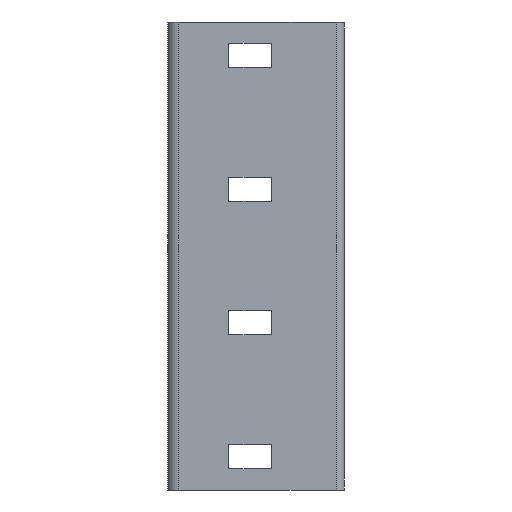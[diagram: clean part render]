
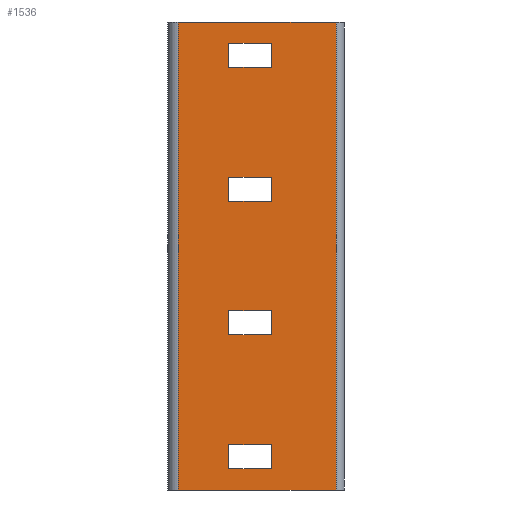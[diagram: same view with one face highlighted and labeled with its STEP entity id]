
A CAD part, left-side view. The second image highlights one B-rep face of the part: STEP entity #1536.
In plain terms, the highlighted planar face has unit normal (-1, 0, 0).
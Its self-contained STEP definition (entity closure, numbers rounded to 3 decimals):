
#109=DIRECTION('',(0.,0.,1.));
#110=VECTOR('',#109,175.);
#111=CARTESIAN_POINT('',(0.,3.,-175.));
#112=LINE('',#111,#110);
#267=DIRECTION('',(0.,0.,-1.));
#268=VECTOR('',#267,175.);
#269=CARTESIAN_POINT('',(0.,62.,0.));
#270=LINE('',#269,#268);
#421=DIRECTION('',(0.,1.,0.));
#422=VECTOR('',#421,59.);
#423=CARTESIAN_POINT('',(0.,3.,0.));
#424=LINE('',#423,#422);
#425=DIRECTION('',(0.,1.,0.));
#426=VECTOR('',#425,59.);
#427=CARTESIAN_POINT('',(0.,3.,-175.));
#428=LINE('',#427,#426);
#437=DIRECTION('',(0.,0.,1.));
#438=VECTOR('',#437,9.);
#439=CARTESIAN_POINT('',(0.,43.2,-67.));
#440=LINE('',#439,#438);
#445=DIRECTION('',(0.,-1.,0.));
#446=VECTOR('',#445,16.);
#447=CARTESIAN_POINT('',(0.,43.2,-58.));
#448=LINE('',#447,#446);
#453=DIRECTION('',(0.,0.,-1.));
#454=VECTOR('',#453,9.);
#455=CARTESIAN_POINT('',(0.,27.2,-58.));
#456=LINE('',#455,#454);
#461=DIRECTION('',(0.,1.,0.));
#462=VECTOR('',#461,16.);
#463=CARTESIAN_POINT('',(0.,27.2,-67.));
#464=LINE('',#463,#462);
#469=DIRECTION('',(0.,0.,1.));
#470=VECTOR('',#469,9.);
#471=CARTESIAN_POINT('',(0.,43.2,-117.));
#472=LINE('',#471,#470);
#477=DIRECTION('',(0.,-1.,0.));
#478=VECTOR('',#477,16.);
#479=CARTESIAN_POINT('',(0.,43.2,-108.));
#480=LINE('',#479,#478);
#485=DIRECTION('',(0.,0.,-1.));
#486=VECTOR('',#485,9.);
#487=CARTESIAN_POINT('',(0.,27.2,-108.));
#488=LINE('',#487,#486);
#493=DIRECTION('',(0.,1.,0.));
#494=VECTOR('',#493,16.);
#495=CARTESIAN_POINT('',(0.,27.2,-117.));
#496=LINE('',#495,#494);
#501=DIRECTION('',(0.,0.,1.));
#502=VECTOR('',#501,9.);
#503=CARTESIAN_POINT('',(0.,43.2,-167.));
#504=LINE('',#503,#502);
#509=DIRECTION('',(0.,-1.,0.));
#510=VECTOR('',#509,16.);
#511=CARTESIAN_POINT('',(0.,43.2,-158.));
#512=LINE('',#511,#510);
#517=DIRECTION('',(0.,0.,-1.));
#518=VECTOR('',#517,9.);
#519=CARTESIAN_POINT('',(0.,27.2,-158.));
#520=LINE('',#519,#518);
#525=DIRECTION('',(0.,1.,0.));
#526=VECTOR('',#525,16.);
#527=CARTESIAN_POINT('',(0.,27.2,-167.));
#528=LINE('',#527,#526);
#533=DIRECTION('',(0.,0.,1.));
#534=VECTOR('',#533,9.);
#535=CARTESIAN_POINT('',(0.,43.2,-17.));
#536=LINE('',#535,#534);
#541=DIRECTION('',(0.,-1.,0.));
#542=VECTOR('',#541,16.);
#543=CARTESIAN_POINT('',(0.,43.2,-8.));
#544=LINE('',#543,#542);
#549=DIRECTION('',(0.,0.,-1.));
#550=VECTOR('',#549,9.);
#551=CARTESIAN_POINT('',(0.,27.2,-8.));
#552=LINE('',#551,#550);
#557=DIRECTION('',(0.,1.,0.));
#558=VECTOR('',#557,16.);
#559=CARTESIAN_POINT('',(0.,27.2,-17.));
#560=LINE('',#559,#558);
#743=CARTESIAN_POINT('',(0.,3.,0.));
#744=VERTEX_POINT('',#743);
#747=CARTESIAN_POINT('',(0.,3.,-175.));
#748=VERTEX_POINT('',#747);
#825=CARTESIAN_POINT('',(0.,43.2,-17.));
#826=CARTESIAN_POINT('',(0.,43.2,-8.));
#827=VERTEX_POINT('',#825);
#828=VERTEX_POINT('',#826);
#829=CARTESIAN_POINT('',(0.,62.,0.));
#830=CARTESIAN_POINT('',(0.,62.,-175.));
#831=VERTEX_POINT('',#829);
#832=VERTEX_POINT('',#830);
#833=CARTESIAN_POINT('',(0.,43.2,-67.));
#834=CARTESIAN_POINT('',(0.,43.2,-58.));
#835=VERTEX_POINT('',#833);
#836=VERTEX_POINT('',#834);
#837=CARTESIAN_POINT('',(0.,27.2,-67.));
#838=VERTEX_POINT('',#837);
#839=CARTESIAN_POINT('',(0.,27.2,-58.));
#840=VERTEX_POINT('',#839);
#841=CARTESIAN_POINT('',(0.,43.2,-117.));
#842=CARTESIAN_POINT('',(0.,43.2,-108.));
#843=VERTEX_POINT('',#841);
#844=VERTEX_POINT('',#842);
#845=CARTESIAN_POINT('',(0.,27.2,-117.));
#846=VERTEX_POINT('',#845);
#847=CARTESIAN_POINT('',(0.,27.2,-108.));
#848=VERTEX_POINT('',#847);
#849=CARTESIAN_POINT('',(0.,43.2,-167.));
#850=CARTESIAN_POINT('',(0.,43.2,-158.));
#851=VERTEX_POINT('',#849);
#852=VERTEX_POINT('',#850);
#853=CARTESIAN_POINT('',(0.,27.2,-167.));
#854=VERTEX_POINT('',#853);
#855=CARTESIAN_POINT('',(0.,27.2,-158.));
#856=VERTEX_POINT('',#855);
#857=CARTESIAN_POINT('',(0.,27.2,-17.));
#858=VERTEX_POINT('',#857);
#859=CARTESIAN_POINT('',(0.,27.2,-8.));
#860=VERTEX_POINT('',#859);
#1484=CARTESIAN_POINT('',(0.,66.,0.));
#1485=DIRECTION('',(-1.,0.,0.));
#1486=DIRECTION('',(0.,-1.,0.));
#1487=AXIS2_PLACEMENT_3D('',#1484,#1485,#1486);
#1488=PLANE('',#1487);
#1489=ORIENTED_EDGE('',*,*,#1238,.F.);
#1490=ORIENTED_EDGE('',*,*,#1479,.F.);
#1491=ORIENTED_EDGE('',*,*,#1014,.F.);
#1493=ORIENTED_EDGE('',*,*,#1492,.T.);
#1494=EDGE_LOOP('',(#1489,#1490,#1491,#1493));
#1495=FACE_OUTER_BOUND('',#1494,.F.);
#1497=ORIENTED_EDGE('',*,*,#1496,.F.);
#1499=ORIENTED_EDGE('',*,*,#1498,.F.);
#1501=ORIENTED_EDGE('',*,*,#1500,.F.);
#1503=ORIENTED_EDGE('',*,*,#1502,.F.);
#1504=EDGE_LOOP('',(#1497,#1499,#1501,#1503));
#1505=FACE_BOUND('',#1504,.F.);
#1507=ORIENTED_EDGE('',*,*,#1506,.F.);
#1509=ORIENTED_EDGE('',*,*,#1508,.F.);
#1511=ORIENTED_EDGE('',*,*,#1510,.F.);
#1513=ORIENTED_EDGE('',*,*,#1512,.F.);
#1514=EDGE_LOOP('',(#1507,#1509,#1511,#1513));
#1515=FACE_BOUND('',#1514,.F.);
#1517=ORIENTED_EDGE('',*,*,#1516,.F.);
#1519=ORIENTED_EDGE('',*,*,#1518,.F.);
#1521=ORIENTED_EDGE('',*,*,#1520,.F.);
#1523=ORIENTED_EDGE('',*,*,#1522,.F.);
#1524=EDGE_LOOP('',(#1517,#1519,#1521,#1523));
#1525=FACE_BOUND('',#1524,.F.);
#1527=ORIENTED_EDGE('',*,*,#1526,.F.);
#1529=ORIENTED_EDGE('',*,*,#1528,.F.);
#1531=ORIENTED_EDGE('',*,*,#1530,.F.);
#1533=ORIENTED_EDGE('',*,*,#1532,.F.);
#1534=EDGE_LOOP('',(#1527,#1529,#1531,#1533));
#1535=FACE_BOUND('',#1534,.F.);
#1536=ADVANCED_FACE('',(#1495,#1505,#1515,#1525,#1535),#1488,.T.);
#1014=EDGE_CURVE('',#748,#744,#112,.T.);
#1238=EDGE_CURVE('',#831,#832,#270,.T.);
#1479=EDGE_CURVE('',#744,#831,#424,.T.);
#1492=EDGE_CURVE('',#748,#832,#428,.T.);
#1496=EDGE_CURVE('',#835,#836,#440,.T.);
#1498=EDGE_CURVE('',#838,#835,#464,.T.);
#1500=EDGE_CURVE('',#840,#838,#456,.T.);
#1502=EDGE_CURVE('',#836,#840,#448,.T.);
#1506=EDGE_CURVE('',#843,#844,#472,.T.);
#1508=EDGE_CURVE('',#846,#843,#496,.T.);
#1510=EDGE_CURVE('',#848,#846,#488,.T.);
#1512=EDGE_CURVE('',#844,#848,#480,.T.);
#1516=EDGE_CURVE('',#851,#852,#504,.T.);
#1518=EDGE_CURVE('',#854,#851,#528,.T.);
#1520=EDGE_CURVE('',#856,#854,#520,.T.);
#1522=EDGE_CURVE('',#852,#856,#512,.T.);
#1526=EDGE_CURVE('',#827,#828,#536,.T.);
#1528=EDGE_CURVE('',#858,#827,#560,.T.);
#1530=EDGE_CURVE('',#860,#858,#552,.T.);
#1532=EDGE_CURVE('',#828,#860,#544,.T.);
